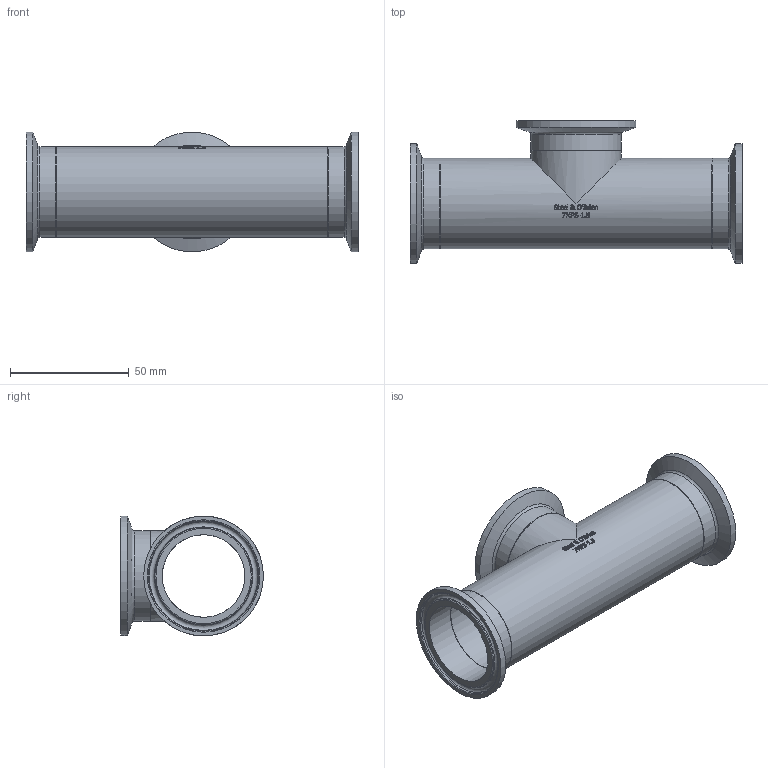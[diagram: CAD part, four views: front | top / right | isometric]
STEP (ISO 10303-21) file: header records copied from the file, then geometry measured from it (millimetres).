
FILE_DESCRIPTION(/* description */ (''),/* implementation_level */ '2;1');
FILE_NAME(/* name */ '7MPS-1.5.stp',/* time_stamp */ '2019-02-01T15:18:13-05:00',/* author */ ('rick'),/* organization */ (''),/* preprocessor_version */ 'ST-DEVELOPER v15.2',/* originating_system */ 'Autodesk Inventor 2014',/* authorisation */ '');
FILE_SCHEMA (('AUTOMOTIVE_DESIGN { 1 0 10303 214 3 1 1 }'));
Length unit declared in the file: inch
Products named in the file (1): 7MPS-1.5
Bounding box: 139.7 x 60.12 x 50.39 mm (x, y, z)
Volume: 37271.8 mm3; surface area: 40791 mm2
Topology: 1 solids, 1 shells, 377 faces, 984 edges, 648 vertices
Faces by surface type: bspline 157, plane 149, cylinder 44, torus 18, cone 9
Full cylindrical faces by diameter (mm): 34.798 x5, 38.1 x5, 50.394 x3
Entity records: 14323 total; most frequent: CARTESIAN_POINT 6028, ORIENTED_EDGE 1874, DIRECTION 1262, EDGE_CURVE 937, VERTEX_POINT 643, EDGE_LOOP 462, LINE 426, VECTOR 426
